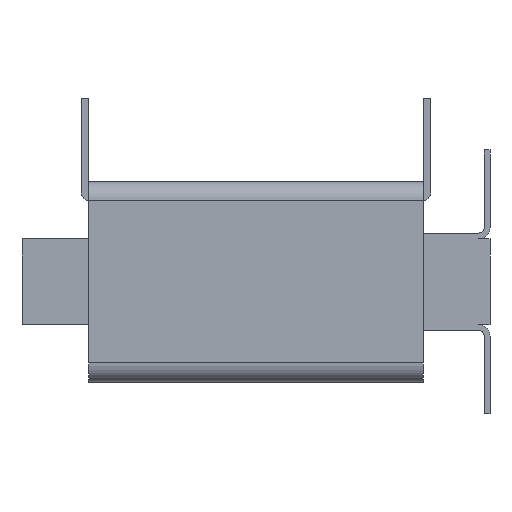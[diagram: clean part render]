
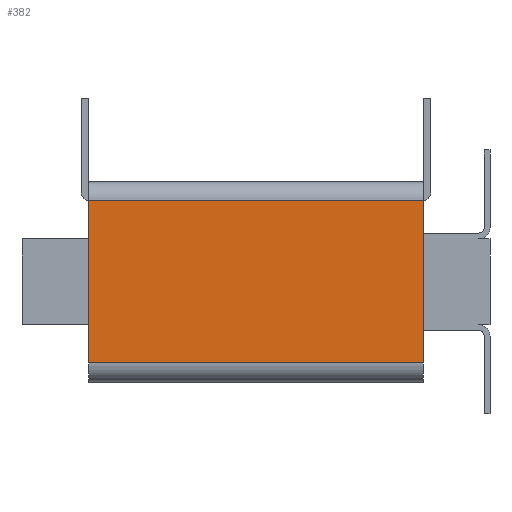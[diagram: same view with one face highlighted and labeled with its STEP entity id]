
A CAD part, left-side view. The second image highlights one B-rep face of the part: STEP entity #382.
In plain terms, the highlighted planar face has unit normal (-1, 0, 0).
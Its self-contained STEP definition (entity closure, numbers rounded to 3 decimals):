
#382=ADVANCED_FACE('',(#1178),#1180,.T.);
#1178=FACE_BOUND('',#1179,.T.);
#1179=EDGE_LOOP('',(#1846,#1847,#1848,#1849));
#1180=PLANE('',#1181);
#1181=AXIS2_PLACEMENT_3D('',#1182,#1183,#1184);
#1182=CARTESIAN_POINT('',(-135.,0.,-72.5));
#1183=DIRECTION('',(-1.,0.,0.));
#1184=DIRECTION('',(0.,0.,1.));
#1846=ORIENTED_EDGE('',*,*,#2205,.T.);
#1847=ORIENTED_EDGE('',*,*,#2292,.T.);
#1848=ORIENTED_EDGE('',*,*,#2162,.F.);
#1849=ORIENTED_EDGE('',*,*,#2291,.F.);
#2162=EDGE_CURVE('',#2445,#2447,#2448,.T.);
#2205=EDGE_CURVE('',#2523,#2521,#2524,.T.);
#2291=EDGE_CURVE('',#2523,#2445,#2663,.T.);
#2292=EDGE_CURVE('',#2521,#2447,#2664,.T.);
#2445=VERTEX_POINT('',#2927);
#2447=VERTEX_POINT('',#2932);
#2448=LINE('',#2933,#2934);
#2521=VERTEX_POINT('',#3095);
#2523=VERTEX_POINT('',#3100);
#2524=LINE('',#3101,#3102);
#2663=LINE('',#3433,#3434);
#2664=LINE('',#3436,#3437);
#2927=CARTESIAN_POINT('',(-135.,175.,-72.5));
#2932=CARTESIAN_POINT('',(-135.,175.,12.5));
#2933=CARTESIAN_POINT('',(-135.,175.,-72.5));
#2934=VECTOR('',#2935,1.);
#2935=DIRECTION('',(0.,0.,1.));
#3095=CARTESIAN_POINT('',(-135.,0.,12.5));
#3100=CARTESIAN_POINT('',(-135.,0.,-72.5));
#3101=CARTESIAN_POINT('',(-135.,0.,-72.5));
#3102=VECTOR('',#3103,1.);
#3103=DIRECTION('',(0.,0.,1.));
#3433=CARTESIAN_POINT('',(-135.,0.,-72.5));
#3434=VECTOR('',#3435,1.);
#3435=DIRECTION('',(0.,1.,0.));
#3436=CARTESIAN_POINT('',(-135.,0.,12.5));
#3437=VECTOR('',#3438,1.);
#3438=DIRECTION('',(0.,1.,0.));
